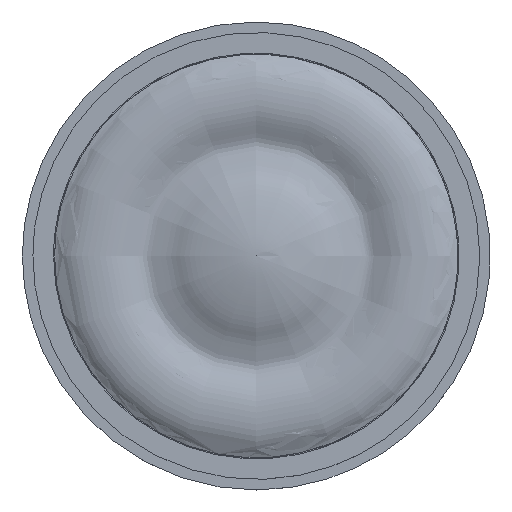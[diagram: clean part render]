
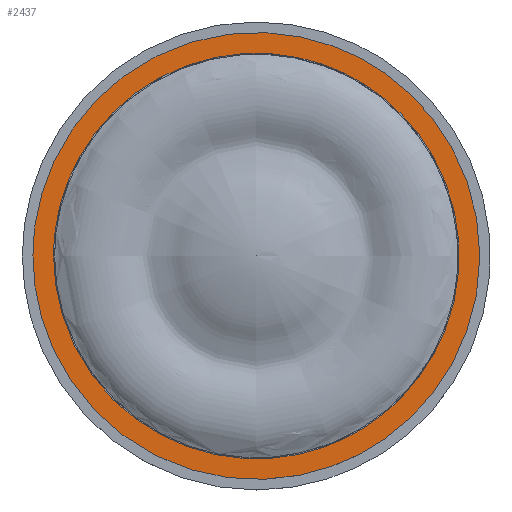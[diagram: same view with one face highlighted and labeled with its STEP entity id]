
A CAD part, top view. The second image highlights one B-rep face of the part: STEP entity #2437.
In plain terms, the highlighted free-form (B-spline) face has degree [1, 1] with [2, 2] control points.
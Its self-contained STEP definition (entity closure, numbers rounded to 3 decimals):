
#2400 = EDGE_CURVE('',#2401,#2401,#2403,.T.);
#2401 = VERTEX_POINT('',#2402);
#2402 = CARTESIAN_POINT('',(-22.582,0.,
    8.493));
#2403 = ( BOUNDED_CURVE() B_SPLINE_CURVE(2,(#2404,#2405,#2406,#2407,
#2408,#2409,#2410),.UNSPECIFIED.,.T.,.F.) B_SPLINE_CURVE_WITH_KNOTS((3,2
    ,2,3),(3.142,5.236,7.33,9.425),
.PIECEWISE_BEZIER_KNOTS.) CURVE() GEOMETRIC_REPRESENTATION_ITEM() 
RATIONAL_B_SPLINE_CURVE((1.,0.5,1.,0.5,1.,0.5,1.)) REPRESENTATION_ITEM(
  '') );
#2404 = CARTESIAN_POINT('',(-22.582,0.,
    8.493));
#2405 = CARTESIAN_POINT('',(-22.582,-39.114,
    8.493));
#2406 = CARTESIAN_POINT('',(11.291,-19.557,
    8.493));
#2407 = CARTESIAN_POINT('',(45.165,0.,
    8.493));
#2408 = CARTESIAN_POINT('',(11.291,19.557,
    8.493));
#2409 = CARTESIAN_POINT('',(-22.582,39.114,
    8.493));
#2410 = CARTESIAN_POINT('',(-22.582,0.,
    8.493));
#2437 = ADVANCED_FACE('',(#2438,#2441),#2455,.T.);
#2438 = FACE_BOUND('',#2439,.T.);
#2439 = EDGE_LOOP('',(#2440));
#2440 = ORIENTED_EDGE('',*,*,#2400,.T.);
#2441 = FACE_BOUND('',#2442,.T.);
#2442 = EDGE_LOOP('',(#2443));
#2443 = ORIENTED_EDGE('',*,*,#2444,.F.);
#2444 = EDGE_CURVE('',#2445,#2445,#2447,.T.);
#2445 = VERTEX_POINT('',#2446);
#2446 = CARTESIAN_POINT('',(-20.496,0.,
    8.493));
#2447 = ( BOUNDED_CURVE() B_SPLINE_CURVE(2,(#2448,#2449,#2450,#2451,
#2452,#2453,#2454),.UNSPECIFIED.,.T.,.F.) B_SPLINE_CURVE_WITH_KNOTS((3,2
    ,2,3),(3.142,5.236,7.33,9.425),
.PIECEWISE_BEZIER_KNOTS.) CURVE() GEOMETRIC_REPRESENTATION_ITEM() 
RATIONAL_B_SPLINE_CURVE((1.,0.5,1.,0.5,1.,0.5,1.)) REPRESENTATION_ITEM(
  '') );
#2448 = CARTESIAN_POINT('',(-20.496,0.,
    8.493));
#2449 = CARTESIAN_POINT('',(-20.496,-35.5,
    8.493));
#2450 = CARTESIAN_POINT('',(10.248,-17.75,
    8.493));
#2451 = CARTESIAN_POINT('',(40.991,0.,
    8.493));
#2452 = CARTESIAN_POINT('',(10.248,17.75,
    8.493));
#2453 = CARTESIAN_POINT('',(-20.496,35.5,
    8.493));
#2454 = CARTESIAN_POINT('',(-20.496,0.,
    8.493));
#2455 = B_SPLINE_SURFACE_WITH_KNOTS('',1,1,(
    (#2456,#2457)
    ,(#2458,#2459
    )),.UNSPECIFIED.,.F.,.F.,.F.,(2,2),(2,2),(-36.435,
    1.765),(-19.1,19.1),
  .PIECEWISE_BEZIER_KNOTS.);
#2456 = CARTESIAN_POINT('',(-22.582,-22.582,
    8.493));
#2457 = CARTESIAN_POINT('',(-22.582,22.582,
    8.493));
#2458 = CARTESIAN_POINT('',(22.582,-22.582,
    8.493));
#2459 = CARTESIAN_POINT('',(22.582,22.582,
    8.493));
